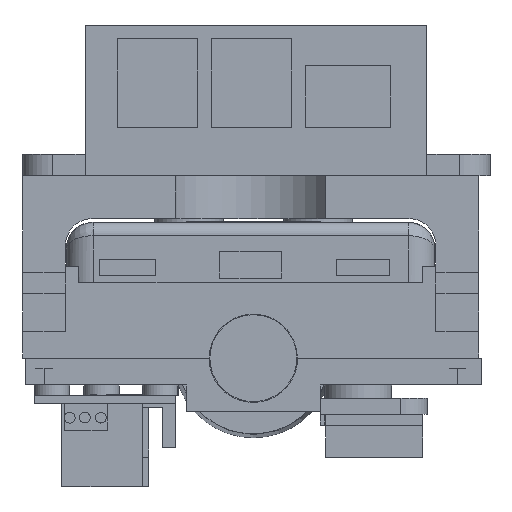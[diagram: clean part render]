
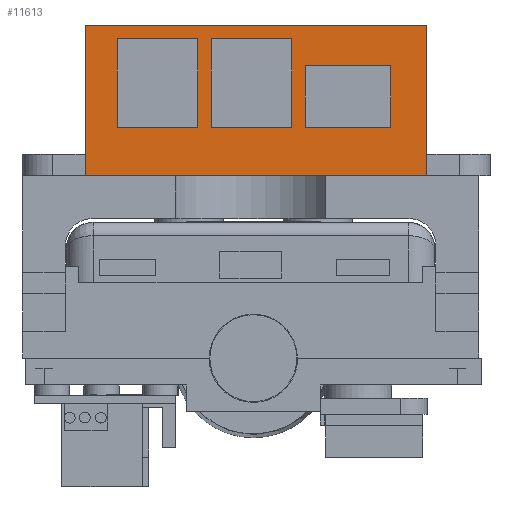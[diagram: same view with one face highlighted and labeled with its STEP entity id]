
A CAD part, front view. The second image highlights one B-rep face of the part: STEP entity #11613.
In plain terms, the highlighted planar face has unit normal (0, -1, 0).
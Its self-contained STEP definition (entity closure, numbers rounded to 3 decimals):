
#293=FACE_BOUND('',#4667,.T.);
#294=FACE_BOUND('',#4668,.T.);
#295=FACE_BOUND('',#4669,.T.);
#864=PLANE('',#12731);
#1658=LINE('',#18386,#2864);
#1662=LINE('',#18394,#2868);
#1665=LINE('',#18400,#2871);
#1668=LINE('',#18405,#2874);
#1670=LINE('',#18411,#2876);
#1674=LINE('',#18419,#2880);
#1677=LINE('',#18425,#2883);
#1680=LINE('',#18430,#2886);
#1682=LINE('',#18436,#2888);
#1686=LINE('',#18444,#2892);
#1689=LINE('',#18450,#2895);
#1692=LINE('',#18455,#2898);
#1735=LINE('',#18578,#2941);
#1746=LINE('',#18597,#2952);
#1748=LINE('',#18600,#2954);
#1749=LINE('',#18601,#2955);
#2864=VECTOR('',#14909,10.);
#2868=VECTOR('',#14915,10.);
#2871=VECTOR('',#14920,10.);
#2874=VECTOR('',#14925,10.);
#2876=VECTOR('',#14931,10.);
#2880=VECTOR('',#14937,10.);
#2883=VECTOR('',#14942,10.);
#2886=VECTOR('',#14947,10.);
#2888=VECTOR('',#14953,10.);
#2892=VECTOR('',#14959,10.);
#2895=VECTOR('',#14964,10.);
#2898=VECTOR('',#14969,10.);
#2941=VECTOR('',#15088,10.);
#2952=VECTOR('',#15103,10.);
#2954=VECTOR('',#15107,10.);
#2955=VECTOR('',#15108,10.);
#3884=FACE_OUTER_BOUND('',#4666,.T.);
#4666=EDGE_LOOP('',(#9777,#9778,#9779,#9780));
#4667=EDGE_LOOP('',(#9781,#9782,#9783,#9784));
#4668=EDGE_LOOP('',(#9785,#9786,#9787,#9788));
#4669=EDGE_LOOP('',(#9789,#9790,#9791,#9792));
#5878=VERTEX_POINT('',#18384);
#5879=VERTEX_POINT('',#18385);
#5882=VERTEX_POINT('',#18393);
#5884=VERTEX_POINT('',#18399);
#5886=VERTEX_POINT('',#18409);
#5887=VERTEX_POINT('',#18410);
#5890=VERTEX_POINT('',#18418);
#5892=VERTEX_POINT('',#18424);
#5894=VERTEX_POINT('',#18434);
#5895=VERTEX_POINT('',#18435);
#5898=VERTEX_POINT('',#18443);
#5900=VERTEX_POINT('',#18449);
#5942=VERTEX_POINT('',#18575);
#5943=VERTEX_POINT('',#18577);
#5948=VERTEX_POINT('',#18594);
#5949=VERTEX_POINT('',#18596);
#7205=EDGE_CURVE('',#5878,#5879,#1658,.T.);
#7209=EDGE_CURVE('',#5882,#5878,#1662,.T.);
#7212=EDGE_CURVE('',#5884,#5882,#1665,.T.);
#7215=EDGE_CURVE('',#5879,#5884,#1668,.T.);
#7217=EDGE_CURVE('',#5886,#5887,#1670,.T.);
#7221=EDGE_CURVE('',#5890,#5886,#1674,.T.);
#7224=EDGE_CURVE('',#5892,#5890,#1677,.T.);
#7227=EDGE_CURVE('',#5887,#5892,#1680,.T.);
#7229=EDGE_CURVE('',#5894,#5895,#1682,.T.);
#7233=EDGE_CURVE('',#5898,#5894,#1686,.T.);
#7236=EDGE_CURVE('',#5900,#5898,#1689,.T.);
#7239=EDGE_CURVE('',#5895,#5900,#1692,.T.);
#7298=EDGE_CURVE('',#5942,#5943,#1735,.T.);
#7309=EDGE_CURVE('',#5949,#5948,#1746,.T.);
#7311=EDGE_CURVE('',#5949,#5942,#1748,.T.);
#7312=EDGE_CURVE('',#5943,#5948,#1749,.T.);
#9777=ORIENTED_EDGE('',*,*,#7311,.F.);
#9778=ORIENTED_EDGE('',*,*,#7309,.T.);
#9779=ORIENTED_EDGE('',*,*,#7312,.F.);
#9780=ORIENTED_EDGE('',*,*,#7298,.F.);
#9781=ORIENTED_EDGE('',*,*,#7205,.T.);
#9782=ORIENTED_EDGE('',*,*,#7215,.T.);
#9783=ORIENTED_EDGE('',*,*,#7212,.T.);
#9784=ORIENTED_EDGE('',*,*,#7209,.T.);
#9785=ORIENTED_EDGE('',*,*,#7217,.T.);
#9786=ORIENTED_EDGE('',*,*,#7227,.T.);
#9787=ORIENTED_EDGE('',*,*,#7224,.T.);
#9788=ORIENTED_EDGE('',*,*,#7221,.T.);
#9789=ORIENTED_EDGE('',*,*,#7229,.T.);
#9790=ORIENTED_EDGE('',*,*,#7239,.T.);
#9791=ORIENTED_EDGE('',*,*,#7236,.T.);
#9792=ORIENTED_EDGE('',*,*,#7233,.T.);
#11613=ADVANCED_FACE('',(#3884,#293,#294,#295),#864,.T.);
#12731=AXIS2_PLACEMENT_3D('',#18599,#15105,#15106);
#14909=DIRECTION('',(0.,0.,-1.));
#14915=DIRECTION('',(1.,0.,0.));
#14920=DIRECTION('',(0.,0.,1.));
#14925=DIRECTION('',(-1.,0.,0.));
#14931=DIRECTION('',(0.,0.,-1.));
#14937=DIRECTION('',(1.,0.,0.));
#14942=DIRECTION('',(0.,0.,1.));
#14947=DIRECTION('',(-1.,0.,0.));
#14953=DIRECTION('',(0.,0.,-1.));
#14959=DIRECTION('',(1.,0.,0.));
#14964=DIRECTION('',(0.,0.,1.));
#14969=DIRECTION('',(-1.,0.,0.));
#15088=DIRECTION('',(0.,0.,1.));
#15103=DIRECTION('',(0.,0.,1.));
#15105=DIRECTION('center_axis',(0.,-1.,0.));
#15106=DIRECTION('ref_axis',(1.,0.,0.));
#15107=DIRECTION('',(-1.,0.,0.));
#15108=DIRECTION('',(1.,0.,0.));
#18384=CARTESIAN_POINT('',(21.,-93.,25.5));
#18385=CARTESIAN_POINT('',(21.,-93.,9.));
#18386=CARTESIAN_POINT('',(21.,-93.,12.75));
#18393=CARTESIAN_POINT('',(6.,-93.,25.5));
#18394=CARTESIAN_POINT('',(3.,-93.,25.5));
#18399=CARTESIAN_POINT('',(6.,-93.,9.));
#18400=CARTESIAN_POINT('',(6.,-93.,4.5));
#18405=CARTESIAN_POINT('',(10.5,-93.,9.));
#18409=CARTESIAN_POINT('',(38.5,-93.,25.5));
#18410=CARTESIAN_POINT('',(38.5,-93.,9.));
#18411=CARTESIAN_POINT('',(38.5,-93.,12.75));
#18418=CARTESIAN_POINT('',(23.5,-93.,25.5));
#18419=CARTESIAN_POINT('',(11.75,-93.,25.5));
#18424=CARTESIAN_POINT('',(23.5,-93.,9.));
#18425=CARTESIAN_POINT('',(23.5,-93.,4.5));
#18430=CARTESIAN_POINT('',(19.25,-93.,9.));
#18434=CARTESIAN_POINT('',(57.,-93.,20.5));
#18435=CARTESIAN_POINT('',(57.,-93.,9.));
#18436=CARTESIAN_POINT('',(57.,-93.,10.25));
#18443=CARTESIAN_POINT('',(41.,-93.,20.5));
#18444=CARTESIAN_POINT('',(20.5,-93.,20.5));
#18449=CARTESIAN_POINT('',(41.,-93.,9.));
#18450=CARTESIAN_POINT('',(41.,-93.,4.5));
#18455=CARTESIAN_POINT('',(28.5,-93.,9.));
#18575=CARTESIAN_POINT('',(0.,-93.,0.));
#18577=CARTESIAN_POINT('',(0.,-93.,28.));
#18578=CARTESIAN_POINT('',(0.,-93.,0.));
#18594=CARTESIAN_POINT('',(63.7,-93.,28.));
#18596=CARTESIAN_POINT('',(63.7,-93.,0.));
#18597=CARTESIAN_POINT('',(63.7,-93.,0.));
#18599=CARTESIAN_POINT('Origin',(0.,-93.,0.));
#18600=CARTESIAN_POINT('',(63.7,-93.,0.));
#18601=CARTESIAN_POINT('',(63.7,-93.,28.));
